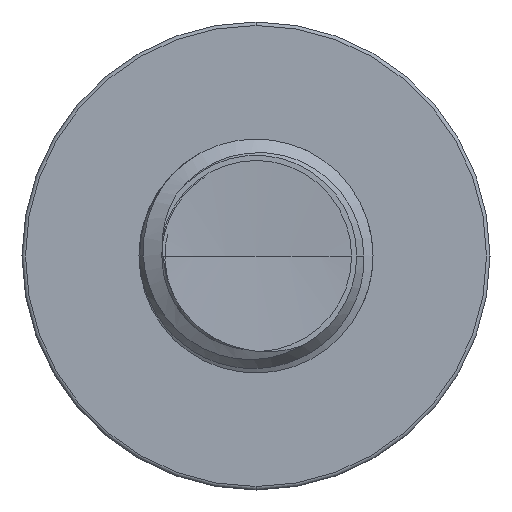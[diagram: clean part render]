
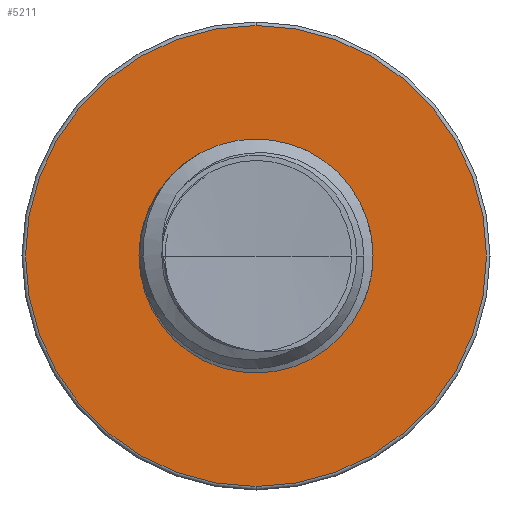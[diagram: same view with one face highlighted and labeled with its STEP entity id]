
A CAD part, front view. The second image highlights one B-rep face of the part: STEP entity #5211.
In plain terms, the highlighted planar face has unit normal (0, -1, 0).
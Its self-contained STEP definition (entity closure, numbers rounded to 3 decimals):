
#313 = CIRCLE ( 'NONE', #25697, 1.203 ) ;
#777 = CARTESIAN_POINT ( 'NONE',  ( 0., 7., -2.462 ) ) ;
#1298 = ORIENTED_EDGE ( 'NONE', *, *, #19098, .T. ) ;
#2095 = EDGE_CURVE ( 'NONE', #24693, #14114, #3340, .T. ) ;
#2806 = CARTESIAN_POINT ( 'NONE',  ( 0., 7., 1.203 ) ) ;
#3340 = CIRCLE ( 'NONE', #17932, 2.462 ) ;
#3796 = ORIENTED_EDGE ( 'NONE', *, *, #18758, .F. ) ;
#5211 = ADVANCED_FACE ( 'NONE', ( #11820, #6262 ), #10497, .T. ) ;
#6109 = DIRECTION ( 'NONE',  ( 0., -1., 0. ) ) ;
#6262 = FACE_BOUND ( 'NONE', #9414, .T. ) ;
#7016 = EDGE_LOOP ( 'NONE', ( #1298, #10026 ) ) ;
#9414 = EDGE_LOOP ( 'NONE', ( #19650, #3796 ) ) ;
#9774 = DIRECTION ( 'NONE',  ( 0., -1., 0. ) ) ;
#10026 = ORIENTED_EDGE ( 'NONE', *, *, #2095, .T. ) ;
#10497 = PLANE ( 'NONE',  #23993 ) ;
#11526 = DIRECTION ( 'NONE',  ( 0., -1., 0. ) ) ;
#11598 = CIRCLE ( 'NONE', #25626, 2.462 ) ;
#11820 = FACE_OUTER_BOUND ( 'NONE', #7016, .T. ) ;
#12543 = DIRECTION ( 'NONE',  ( 0., 0., -1. ) ) ;
#14111 = CARTESIAN_POINT ( 'NONE',  ( 0., 7., -1.203 ) ) ;
#14114 = VERTEX_POINT ( 'NONE', #777 ) ;
#15128 = CARTESIAN_POINT ( 'NONE',  ( 0., 7., 2.462 ) ) ;
#17261 = DIRECTION ( 'NONE',  ( 0., 0., -1. ) ) ;
#17932 = AXIS2_PLACEMENT_3D ( 'NONE', #23720, #23671, #17261 ) ;
#18519 = CARTESIAN_POINT ( 'NONE',  ( 0., 7., 0. ) ) ;
#18668 = CARTESIAN_POINT ( 'NONE',  ( 0., 7., 1.203 ) ) ;
#18758 = EDGE_CURVE ( 'NONE', #23446, #25363, #22836, .T. ) ;
#19098 = EDGE_CURVE ( 'NONE', #14114, #24693, #11598, .T. ) ;
#19650 = ORIENTED_EDGE ( 'NONE', *, *, #22430, .F. ) ;
#20474 = DIRECTION ( 'NONE',  ( 0., 0., -1. ) ) ;
#21874 = AXIS2_PLACEMENT_3D ( 'NONE', #21897, #9774, #23731 ) ;
#21897 = CARTESIAN_POINT ( 'NONE',  ( 0., 7., 0. ) ) ;
#22430 = EDGE_CURVE ( 'NONE', #25363, #23446, #313, .T. ) ;
#22836 = CIRCLE ( 'NONE', #21874, 1.203 ) ;
#23426 = CARTESIAN_POINT ( 'NONE',  ( 0., 7., 0. ) ) ;
#23446 = VERTEX_POINT ( 'NONE', #2806 ) ;
#23671 = DIRECTION ( 'NONE',  ( 0., -1., 0. ) ) ;
#23720 = CARTESIAN_POINT ( 'NONE',  ( 0., 7., 0. ) ) ;
#23731 = DIRECTION ( 'NONE',  ( 0., 0., -1. ) ) ;
#23993 = AXIS2_PLACEMENT_3D ( 'NONE', #18668, #24375, #12543 ) ;
#24375 = DIRECTION ( 'NONE',  ( 0., -1., 0. ) ) ;
#24693 = VERTEX_POINT ( 'NONE', #15128 ) ;
#25322 = DIRECTION ( 'NONE',  ( 0., 0., -1. ) ) ;
#25363 = VERTEX_POINT ( 'NONE', #14111 ) ;
#25626 = AXIS2_PLACEMENT_3D ( 'NONE', #18519, #6109, #20474 ) ;
#25697 = AXIS2_PLACEMENT_3D ( 'NONE', #23426, #11526, #25322 ) ;
